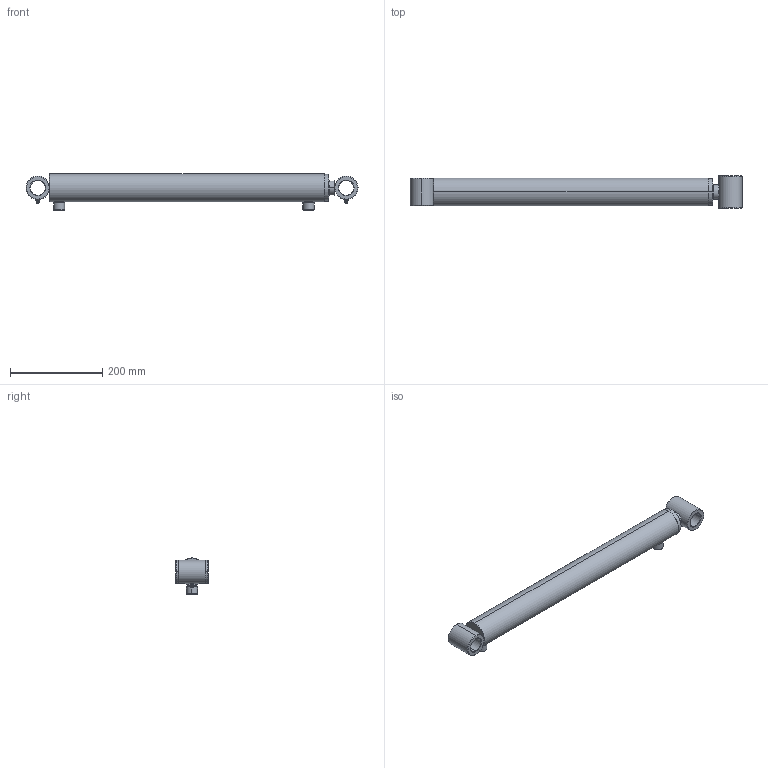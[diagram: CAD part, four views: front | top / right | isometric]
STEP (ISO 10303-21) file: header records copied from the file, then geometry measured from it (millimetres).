
FILE_DESCRIPTION (( 'STEP AP214' ), '1' );
FILE_NAME ('WLD-2x19.75.STEP', '2023-07-07T06:59:43', ( '' ), ( '' ), 'SwSTEP 2.0', 'SolidWorks 2014', '' );
FILE_SCHEMA (( 'AUTOMOTIVE_DESIGN' ));
Length unit declared in the file: millimetre
Products named in the file (4): Zerk M6; ROD; WLD-2x19.75; Bore
Assembly tree (4 placements, depth 2):
  WLD-2x19.75
    Bore
    ROD
    Zerk M6  x2
Bounding box: 721.3 x 70 x 78.3 mm (x, y, z)
Volume: 1280908.5 mm3; surface area: 325285.6 mm2
Topology: 4 solids, 4 shells, 148 faces, 373 edges, 230 vertices
Faces by surface type: cone 62, cylinder 40, plane 40, bspline 6
Entity records: 5021 total; most frequent: CARTESIAN_POINT 1575, DIRECTION 650, ORIENTED_EDGE 650, EDGE_CURVE 325, AXIS2_PLACEMENT_3D 261, VERTEX_POINT 198, EDGE_LOOP 143, CIRCLE 129
